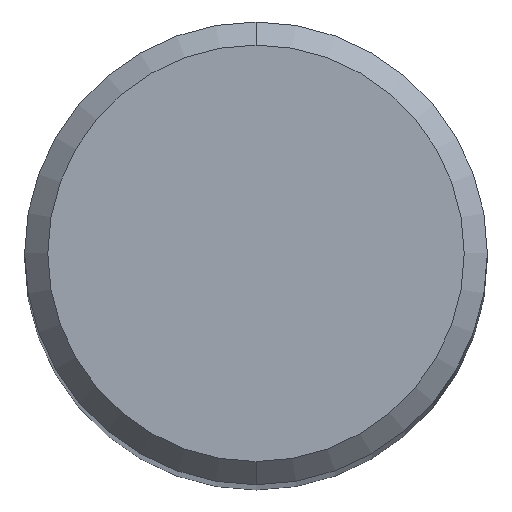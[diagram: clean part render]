
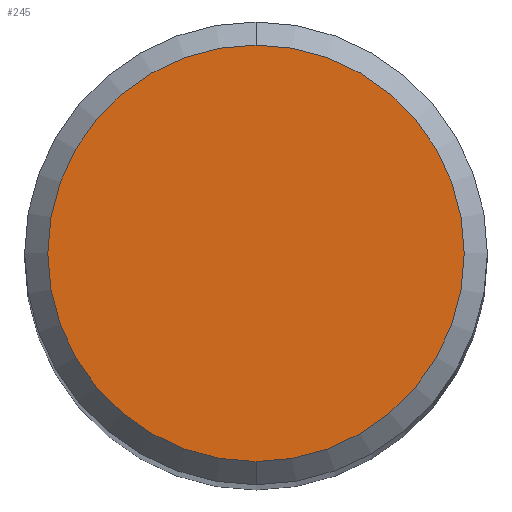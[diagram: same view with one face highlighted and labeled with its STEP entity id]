
A CAD part, top view. The second image highlights one B-rep face of the part: STEP entity #245.
In plain terms, the highlighted planar face has unit normal (0, 0, 1).
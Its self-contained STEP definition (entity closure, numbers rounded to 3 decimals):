
#187=EDGE_CURVE('',#257,#229,#482,.T.);
#229=VERTEX_POINT('',#526);
#245=ADVANCED_FACE('',(#544),#545,.T.);
#257=VERTEX_POINT('',#557);
#397=EDGE_CURVE('',#229,#257,#712,.T.);
#482=CIRCLE('',#818,3.6);
#526=CARTESIAN_POINT('',(0.0,3.6,0.0));
#544=FACE_OUTER_BOUND('',#935,.T.);
#545=PLANE('',#936);
#557=CARTESIAN_POINT('',(0.,-3.6,0.0));
#712=CIRCLE('',#1248,3.6);
#818=AXIS2_PLACEMENT_3D('',#1426,#1427,#1428);
#935=EDGE_LOOP('',(#1474,#1475));
#936=AXIS2_PLACEMENT_3D('',#1476,#1477,#1478);
#1248=AXIS2_PLACEMENT_3D('',#1668,#1669,#1670);
#1426=CARTESIAN_POINT('',(0.0,0.0,0.0));
#1427=DIRECTION('',(0.0,0.0,-1.0));
#1428=DIRECTION('',(0.0,1.0,0.0));
#1474=ORIENTED_EDGE('',*,*,#397,.F.);
#1475=ORIENTED_EDGE('',*,*,#187,.F.);
#1476=CARTESIAN_POINT('',(0.0,1.8,0.0));
#1477=DIRECTION('',(-0.0,0.0,1.0));
#1478=DIRECTION('',(0.0,-1.0,0.0));
#1668=CARTESIAN_POINT('',(0.0,0.0,0.0));
#1669=DIRECTION('',(0.0,0.0,-1.0));
#1670=DIRECTION('',(0.0,1.0,0.0));
